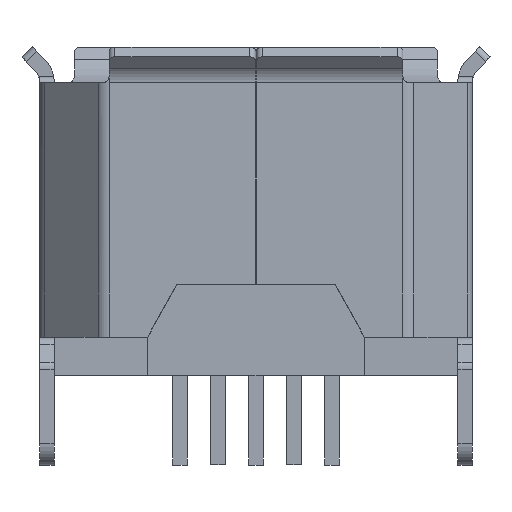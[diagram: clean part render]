
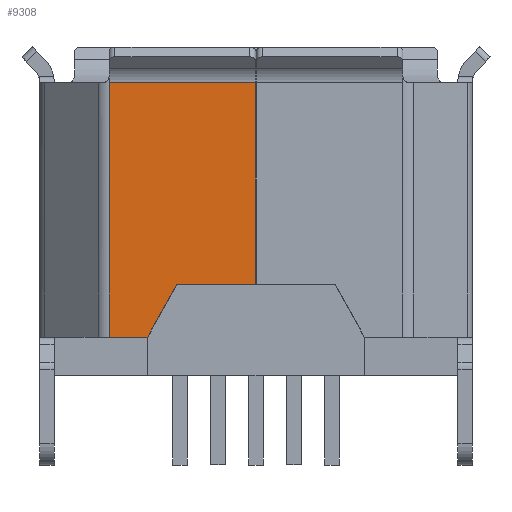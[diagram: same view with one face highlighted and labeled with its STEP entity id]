
A CAD part, front view. The second image highlights one B-rep face of the part: STEP entity #9308.
In plain terms, the highlighted planar face has unit normal (0, -1, 0).
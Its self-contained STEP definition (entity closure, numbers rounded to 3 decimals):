
#2648 = VERTEX_POINT('',#2649);
#2649 = CARTESIAN_POINT('',(1.295,-1.302,
    1.553));
#5376 = VERTEX_POINT('',#5377);
#5377 = CARTESIAN_POINT('',(1.295,-1.302,
    5.003));
#5384 = EDGE_CURVE('',#2648,#5376,#5385,.T.);
#5385 = LINE('',#5386,#5387);
#5386 = CARTESIAN_POINT('',(1.295,-1.302,
    0.103));
#5387 = VECTOR('',#5388,1.);
#5388 = DIRECTION('',(0.,0.,1.));
#5422 = EDGE_CURVE('',#2648,#5423,#5425,.T.);
#5423 = VERTEX_POINT('',#5424);
#5424 = CARTESIAN_POINT('',(-0.05,-1.302,
    1.553));
#5425 = LINE('',#5426,#5427);
#5426 = CARTESIAN_POINT('',(1.295,-1.302,
    1.553));
#5427 = VECTOR('',#5428,1.);
#5428 = DIRECTION('',(-1.,0.,0.));
#9289 = EDGE_CURVE('',#9290,#5376,#9292,.T.);
#9290 = VERTEX_POINT('',#9291);
#9291 = CARTESIAN_POINT('',(-1.212,-1.302,
    5.003));
#9292 = LINE('',#9293,#9294);
#9293 = CARTESIAN_POINT('',(-1.32,-1.302,
    5.003));
#9294 = VECTOR('',#9295,1.);
#9295 = DIRECTION('',(1.,0.,0.));
#9308 = ADVANCED_FACE('',(#9309),#9344,.T.);
#9309 = FACE_BOUND('',#9310,.T.);
#9310 = EDGE_LOOP('',(#9311,#9321,#9327,#9328,#9329,#9330,#9338));
#9311 = ORIENTED_EDGE('',*,*,#9312,.F.);
#9312 = EDGE_CURVE('',#9313,#9315,#9317,.T.);
#9313 = VERTEX_POINT('',#9314);
#9314 = CARTESIAN_POINT('',(-0.055,-1.302,
    1.553));
#9315 = VERTEX_POINT('',#9316);
#9316 = CARTESIAN_POINT('',(-0.555,-1.302,
    0.653));
#9317 = LINE('',#9318,#9319);
#9318 = CARTESIAN_POINT('',(-0.055,-1.302,
    1.553));
#9319 = VECTOR('',#9320,1.);
#9320 = DIRECTION('',(-0.486,0.,-0.874
    ));
#9321 = ORIENTED_EDGE('',*,*,#9322,.F.);
#9322 = EDGE_CURVE('',#5423,#9313,#9323,.T.);
#9323 = LINE('',#9324,#9325);
#9324 = CARTESIAN_POINT('',(1.295,-1.302,
    1.553));
#9325 = VECTOR('',#9326,1.);
#9326 = DIRECTION('',(-1.,0.,0.));
#9327 = ORIENTED_EDGE('',*,*,#5422,.F.);
#9328 = ORIENTED_EDGE('',*,*,#5384,.T.);
#9329 = ORIENTED_EDGE('',*,*,#9289,.F.);
#9330 = ORIENTED_EDGE('',*,*,#9331,.F.);
#9331 = EDGE_CURVE('',#9332,#9290,#9334,.T.);
#9332 = VERTEX_POINT('',#9333);
#9333 = CARTESIAN_POINT('',(-1.212,-1.302,
    0.653));
#9334 = LINE('',#9335,#9336);
#9335 = CARTESIAN_POINT('',(-1.212,-1.302,
    0.103));
#9336 = VECTOR('',#9337,1.);
#9337 = DIRECTION('',(0.,0.,1.));
#9338 = ORIENTED_EDGE('',*,*,#9339,.T.);
#9339 = EDGE_CURVE('',#9332,#9315,#9340,.T.);
#9340 = LINE('',#9341,#9342);
#9341 = CARTESIAN_POINT('',(-4.181,-1.302,
    0.653));
#9342 = VECTOR('',#9343,1.);
#9343 = DIRECTION('',(1.,0.,0.));
#9344 = PLANE('',#9345);
#9345 = AXIS2_PLACEMENT_3D('',#9346,#9347,#9348);
#9346 = CARTESIAN_POINT('',(-1.32,-1.302,
    0.103));
#9347 = DIRECTION('',(0.,-1.,0.));
#9348 = DIRECTION('',(-1.,0.,0.));
